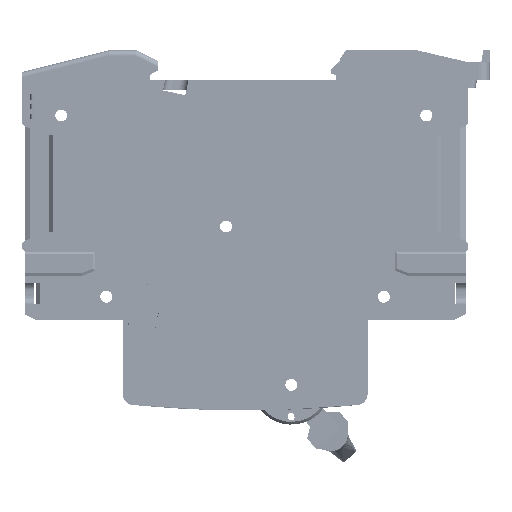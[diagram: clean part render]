
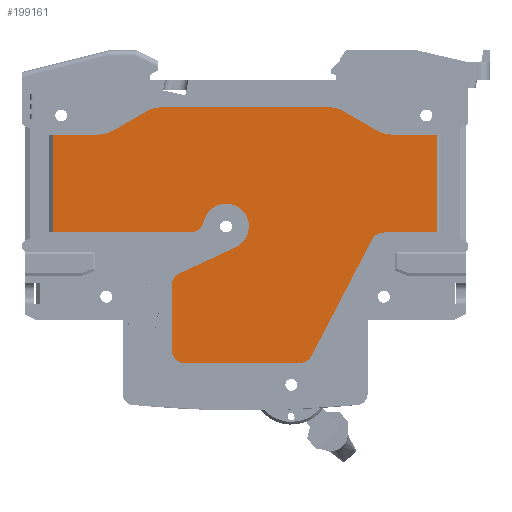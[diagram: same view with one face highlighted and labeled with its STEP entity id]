
A CAD part, front view. The second image highlights one B-rep face of the part: STEP entity #199161.
In plain terms, the highlighted planar face has unit normal (0, 1, 0).
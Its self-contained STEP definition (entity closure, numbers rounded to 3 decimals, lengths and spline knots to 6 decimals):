
#186504=DIRECTION('',(-1.,0.,0.));
#186505=VECTOR('',#186504,0.00846);
#186506=CARTESIAN_POINT('',(0.076543,-0.0396,-0.0155));
#186507=LINE('',#186506,#186505);
#186512=DIRECTION('',(0.,0.,1.));
#186513=VECTOR('',#186512,0.018);
#186514=CARTESIAN_POINT('',(0.076543,-0.0396,-0.0335));
#186515=LINE('',#186514,#186513);
#186636=CARTESIAN_POINT('',(0.03119,-0.0396,-0.031));
#186637=DIRECTION('',(0.,-1.,0.));
#186638=DIRECTION('',(0.,0.,-1.));
#186639=AXIS2_PLACEMENT_3D('',#186636,#186637,#186638);
#186641=CARTESIAN_POINT('',(0.037743,-0.0396,-0.0324));
#186642=DIRECTION('',(0.,-1.,0.));
#186643=DIRECTION('',(0.423,0.,-0.906));
#186644=AXIS2_PLACEMENT_3D('',#186641,#186642,#186643);
#186646=DIRECTION('',(-0.906,0.,-0.423));
#186647=VECTOR('',#186646,0.011397);
#186648=CARTESIAN_POINT('',(0.039518,-0.0396,-0.036206));
#186649=LINE('',#186648,#186647);
#186650=CARTESIAN_POINT('',(0.030243,-0.0396,-0.04329));
#186651=DIRECTION('',(0.,-1.,0.));
#186652=DIRECTION('',(-0.423,0.,0.906));
#186653=AXIS2_PLACEMENT_3D('',#186650,#186651,#186652);
#186655=CARTESIAN_POINT('',(0.030243,-0.0396,-0.055));
#186656=DIRECTION('',(0.,-1.,0.));
#186657=DIRECTION('',(-1.,0.,0.));
#186658=AXIS2_PLACEMENT_3D('',#186655,#186656,#186657);
#186660=CARTESIAN_POINT('',(0.051226,-0.0396,-0.055));
#186661=DIRECTION('',(0.,-1.,0.));
#186662=DIRECTION('',(0.,0.,-1.));
#186663=AXIS2_PLACEMENT_3D('',#186660,#186661,#186662);
#186665=DIRECTION('',(0.462,0.,0.887));
#186666=VECTOR('',#186665,0.024027);
#186667=CARTESIAN_POINT('',(0.053443,-0.0396,-0.056155));
#186668=LINE('',#186667,#186666);
#186669=CARTESIAN_POINT('',(0.066759,-0.0396,-0.036));
#186670=DIRECTION('',(0.,1.,0.));
#186671=DIRECTION('',(-0.887,0.,0.462));
#186672=AXIS2_PLACEMENT_3D('',#186669,#186670,#186671);
#186674=DIRECTION('',(1.,0.,0.));
#186675=VECTOR('',#186674,0.009783);
#186676=CARTESIAN_POINT('',(0.066759,-0.0396,-0.0335));
#186677=LINE('',#186676,#186675);
#186678=CARTESIAN_POINT('',(0.068082,-0.0396,-0.0105));
#186679=DIRECTION('',(0.,1.,0.));
#186680=DIRECTION('',(0.,0.,-1.));
#186681=AXIS2_PLACEMENT_3D('',#186678,#186679,#186680);
#186683=DIRECTION('',(-0.866,0.,0.5));
#186684=VECTOR('',#186683,0.007321);
#186685=CARTESIAN_POINT('',(0.065582,-0.0396,-0.01483));
#186686=LINE('',#186685,#186684);
#186687=CARTESIAN_POINT('',(0.056743,-0.0396,-0.0155));
#186688=DIRECTION('',(0.,-1.,0.));
#186689=DIRECTION('',(0.5,0.,0.866));
#186690=AXIS2_PLACEMENT_3D('',#186687,#186688,#186689);
#186692=CARTESIAN_POINT('',(0.025743,-0.0396,-0.0155));
#186693=DIRECTION('',(0.,-1.,0.));
#186694=DIRECTION('',(0.,0.,1.));
#186695=AXIS2_PLACEMENT_3D('',#186692,#186693,#186694);
#186697=DIRECTION('',(-0.866,0.,-0.5));
#186698=VECTOR('',#186697,0.007321);
#186699=CARTESIAN_POINT('',(0.023243,-0.0396,-0.01117));
#186700=LINE('',#186699,#186698);
#186701=CARTESIAN_POINT('',(0.014403,-0.0396,-0.0105));
#186702=DIRECTION('',(0.,1.,0.));
#186703=DIRECTION('',(0.5,0.,-0.866));
#186704=AXIS2_PLACEMENT_3D('',#186701,#186702,#186703);
#186714=DIRECTION('',(1.,0.,0.));
#186715=VECTOR('',#186714,0.025248);
#186716=CARTESIAN_POINT('',(0.005943,-0.0396,-0.0335));
#186717=LINE('',#186716,#186715);
#186718=DIRECTION('',(0.,0.,-1.));
#186719=VECTOR('',#186718,0.018);
#186720=CARTESIAN_POINT('',(0.005943,-0.0396,-0.0155));
#186721=LINE('',#186720,#186719);
#186726=DIRECTION('',(-1.,0.,0.));
#186727=VECTOR('',#186726,0.00846);
#186728=CARTESIAN_POINT('',(0.014403,-0.0396,-0.0155));
#186729=LINE('',#186728,#186727);
#194341=DIRECTION('',(-1.,0.,0.));
#194342=VECTOR('',#194341,0.031);
#194343=CARTESIAN_POINT('',(0.056743,-0.0396,-0.0105));
#194344=LINE('',#194343,#194342);
#194385=DIRECTION('',(0.,0.,-1.));
#194386=VECTOR('',#194385,0.01171);
#194387=CARTESIAN_POINT('',(0.027743,-0.0396,-0.04329));
#194388=LINE('',#194387,#194386);
#194401=DIRECTION('',(1.,0.,0.));
#194402=VECTOR('',#194401,0.020983);
#194403=CARTESIAN_POINT('',(0.030243,-0.0396,-0.0575));
#194404=LINE('',#194403,#194402);
#195550=CARTESIAN_POINT('',(0.076543,-0.0396,-0.0335));
#195551=VERTEX_POINT('',#195550);
#195552=CARTESIAN_POINT('',(0.066759,-0.0396,-0.0335));
#195553=VERTEX_POINT('',#195552);
#195554=CARTESIAN_POINT('',(0.064542,-0.0396,-0.034845));
#195555=VERTEX_POINT('',#195554);
#195556=CARTESIAN_POINT('',(0.005943,-0.0396,-0.0335));
#195557=CARTESIAN_POINT('',(0.03119,-0.0396,-0.0335));
#195558=VERTEX_POINT('',#195556);
#195559=VERTEX_POINT('',#195557);
#195560=CARTESIAN_POINT('',(0.005943,-0.0396,-0.0155));
#195561=VERTEX_POINT('',#195560);
#195562=CARTESIAN_POINT('',(0.014403,-0.0396,-0.0155));
#195563=VERTEX_POINT('',#195562);
#195564=CARTESIAN_POINT('',(0.016903,-0.0396,-0.01483));
#195565=VERTEX_POINT('',#195564);
#195566=CARTESIAN_POINT('',(0.023243,-0.0396,-0.01117));
#195567=VERTEX_POINT('',#195566);
#195568=CARTESIAN_POINT('',(0.025743,-0.0396,-0.0105));
#195569=VERTEX_POINT('',#195568);
#195570=CARTESIAN_POINT('',(0.056743,-0.0396,-0.0105));
#195571=VERTEX_POINT('',#195570);
#195572=CARTESIAN_POINT('',(0.059243,-0.0396,-0.01117));
#195573=VERTEX_POINT('',#195572);
#195574=CARTESIAN_POINT('',(0.065582,-0.0396,-0.01483));
#195575=VERTEX_POINT('',#195574);
#195576=CARTESIAN_POINT('',(0.068082,-0.0396,-0.0155));
#195577=VERTEX_POINT('',#195576);
#195578=CARTESIAN_POINT('',(0.076543,-0.0396,-0.0155));
#195579=VERTEX_POINT('',#195578);
#195580=CARTESIAN_POINT('',(0.053443,-0.0396,-0.056155));
#195581=VERTEX_POINT('',#195580);
#195582=CARTESIAN_POINT('',(0.051226,-0.0396,-0.0575));
#195583=VERTEX_POINT('',#195582);
#195584=CARTESIAN_POINT('',(0.030243,-0.0396,-0.0575));
#195585=VERTEX_POINT('',#195584);
#195586=CARTESIAN_POINT('',(0.027743,-0.0396,-0.055));
#195587=VERTEX_POINT('',#195586);
#195588=CARTESIAN_POINT('',(0.027743,-0.0396,-0.04329));
#195589=VERTEX_POINT('',#195588);
#195590=CARTESIAN_POINT('',(0.029186,-0.0396,-0.041024));
#195591=VERTEX_POINT('',#195590);
#195592=CARTESIAN_POINT('',(0.039518,-0.0396,-0.036206));
#195593=VERTEX_POINT('',#195592);
#195594=CARTESIAN_POINT('',(0.033635,-0.0396,-0.031522));
#195595=VERTEX_POINT('',#195594);
#199110=CARTESIAN_POINT('',(0.041243,-0.0396,-0.034));
#199111=DIRECTION('',(0.,1.,0.));
#199112=DIRECTION('',(-1.,0.,0.));
#199113=AXIS2_PLACEMENT_3D('',#199110,#199111,#199112);
#199114=PLANE('',#199113);
#199116=ORIENTED_EDGE('',*,*,#199115,.T.);
#199118=ORIENTED_EDGE('',*,*,#199117,.T.);
#199120=ORIENTED_EDGE('',*,*,#199119,.F.);
#199122=ORIENTED_EDGE('',*,*,#199121,.T.);
#199124=ORIENTED_EDGE('',*,*,#199123,.T.);
#199126=ORIENTED_EDGE('',*,*,#199125,.T.);
#199128=ORIENTED_EDGE('',*,*,#199127,.T.);
#199130=ORIENTED_EDGE('',*,*,#199129,.T.);
#199132=ORIENTED_EDGE('',*,*,#199131,.T.);
#199134=ORIENTED_EDGE('',*,*,#199133,.T.);
#199136=ORIENTED_EDGE('',*,*,#199135,.T.);
#199138=ORIENTED_EDGE('',*,*,#199137,.T.);
#199139=ORIENTED_EDGE('',*,*,#198944,.T.);
#199140=ORIENTED_EDGE('',*,*,#198931,.T.);
#199142=ORIENTED_EDGE('',*,*,#199141,.T.);
#199144=ORIENTED_EDGE('',*,*,#199143,.T.);
#199146=ORIENTED_EDGE('',*,*,#199145,.T.);
#199148=ORIENTED_EDGE('',*,*,#199147,.T.);
#199150=ORIENTED_EDGE('',*,*,#199149,.T.);
#199152=ORIENTED_EDGE('',*,*,#199151,.T.);
#199154=ORIENTED_EDGE('',*,*,#199153,.T.);
#199156=ORIENTED_EDGE('',*,*,#199155,.T.);
#199158=ORIENTED_EDGE('',*,*,#199157,.T.);
#199159=EDGE_LOOP('',(#199116,#199118,#199120,#199122,#199124,#199126,#199128,
#199130,#199132,#199134,#199136,#199138,#199139,#199140,#199142,#199144,#199146,
#199148,#199150,#199152,#199154,#199156,#199158));
#199160=FACE_OUTER_BOUND('',#199159,.F.);
#199161=ADVANCED_FACE('',(#199160),#199114,.T.);
#186640=CIRCLE('',#186639,0.0025);
#186645=CIRCLE('',#186644,0.0042);
#186654=CIRCLE('',#186653,0.0025);
#186659=CIRCLE('',#186658,0.0025);
#186664=CIRCLE('',#186663,0.0025);
#186673=CIRCLE('',#186672,0.0025);
#186682=CIRCLE('',#186681,0.005);
#186691=CIRCLE('',#186690,0.005);
#186696=CIRCLE('',#186695,0.005);
#186705=CIRCLE('',#186704,0.005);
#198931=EDGE_CURVE('',#195579,#195577,#186507,.T.);
#198944=EDGE_CURVE('',#195551,#195579,#186515,.T.);
#199115=EDGE_CURVE('',#195558,#195559,#186717,.T.);
#199117=EDGE_CURVE('',#195559,#195595,#186640,.T.);
#199119=EDGE_CURVE('',#195593,#195595,#186645,.T.);
#199121=EDGE_CURVE('',#195593,#195591,#186649,.T.);
#199123=EDGE_CURVE('',#195591,#195589,#186654,.T.);
#199125=EDGE_CURVE('',#195589,#195587,#194388,.T.);
#199127=EDGE_CURVE('',#195587,#195585,#186659,.T.);
#199129=EDGE_CURVE('',#195585,#195583,#194404,.T.);
#199131=EDGE_CURVE('',#195583,#195581,#186664,.T.);
#199133=EDGE_CURVE('',#195581,#195555,#186668,.T.);
#199135=EDGE_CURVE('',#195555,#195553,#186673,.T.);
#199137=EDGE_CURVE('',#195553,#195551,#186677,.T.);
#199141=EDGE_CURVE('',#195577,#195575,#186682,.T.);
#199143=EDGE_CURVE('',#195575,#195573,#186686,.T.);
#199145=EDGE_CURVE('',#195573,#195571,#186691,.T.);
#199147=EDGE_CURVE('',#195571,#195569,#194344,.T.);
#199149=EDGE_CURVE('',#195569,#195567,#186696,.T.);
#199151=EDGE_CURVE('',#195567,#195565,#186700,.T.);
#199153=EDGE_CURVE('',#195565,#195563,#186705,.T.);
#199155=EDGE_CURVE('',#195563,#195561,#186729,.T.);
#199157=EDGE_CURVE('',#195561,#195558,#186721,.T.);
